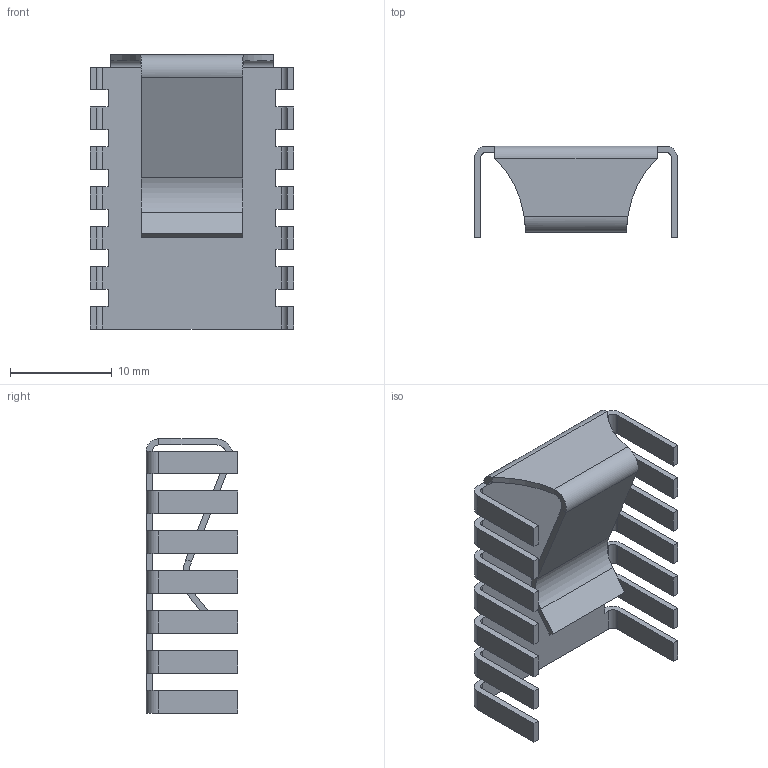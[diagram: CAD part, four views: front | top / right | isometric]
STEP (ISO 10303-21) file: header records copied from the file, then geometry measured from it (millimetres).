
FILE_DESCRIPTION(/* description */ (''),/* implementation_level */ '2;1');
FILE_NAME(/* name */ 'HSINK_FISCHER_FK 245 MI 247 O_v.stp',/* time_stamp */ '2016-05-23T13:09:38+02:00',/* author */ ('riccim'),/* organization */ ('SolidWorks'),/* preprocessor_version */ 'ST-DEVELOPER v15.5',/* originating_system */ 'AutoCAD Mechanical',/* authorisation */ ' ');
FILE_SCHEMA (('AUTOMOTIVE_DESIGN { 1 0 10303 214 3 1 1 }'));
Length unit declared in the file: millimetre
Products named in the file (1): Product
Bounding box: 20 x 9 x 27 mm (x, y, z)
Volume: 613.1 mm3; surface area: 2288.2 mm2
Topology: 1 solids, 1 shells, 134 faces, 382 edges, 250 vertices
Faces by surface type: plane 96, cylinder 36, bspline 2
Entity records: 4446 total; most frequent: CARTESIAN_POINT 869, ORIENTED_EDGE 764, DIRECTION 716, EDGE_CURVE 382, LINE 306, VECTOR 306, VERTEX_POINT 250, AXIS2_PLACEMENT_3D 205
